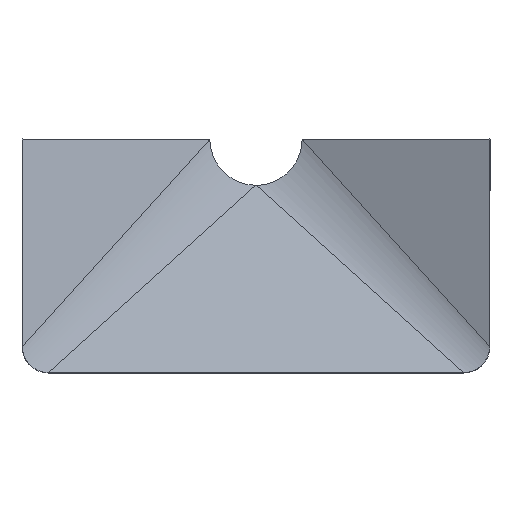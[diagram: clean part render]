
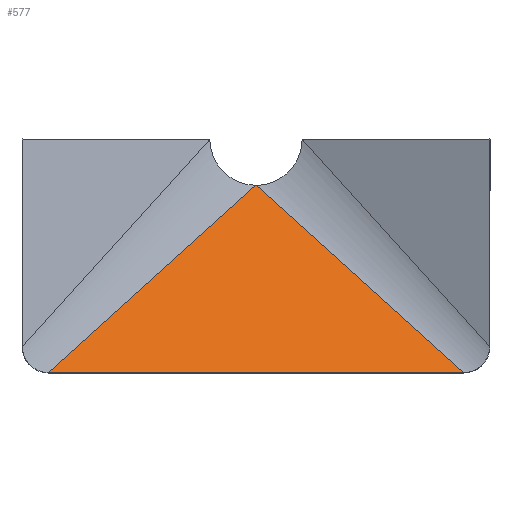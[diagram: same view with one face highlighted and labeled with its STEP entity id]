
A CAD part, top view. The second image highlights one B-rep face of the part: STEP entity #577.
In plain terms, the highlighted planar face has unit normal (0, 0.403, 0.915).
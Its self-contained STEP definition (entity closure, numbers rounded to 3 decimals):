
#19 = EDGE_CURVE ( 'Kante1', #560, #278, #477, .T. ) ;
#33 = ORIENTED_EDGE ( 'NONE', *, *, #19, .F. ) ;
#53 = EDGE_CURVE ( 'Kante13', #616, #689, #763, .T. ) ;
#71 = CARTESIAN_POINT ( 'NONE',  ( 1712.716, 8170.238, 134.369 ) ) ;
#86 = DIRECTION ( 'NONE',  ( 0., -0.915, 0.403 ) ) ;
#106 = CARTESIAN_POINT ( 'NONE',  ( 2049.931, 7865.476, 268.738 ) ) ;
#181 = EDGE_CURVE ( 'Kante17', #689, #278, #388, .T. ) ;
#194 = ORIENTED_EDGE ( 'NONE', *, *, #759, .F. ) ;
#214 = VECTOR ( 'NONE', #619, 1000. ) ;
#278 = VERTEX_POINT ( 'NONE', #106 ) ;
#314 = LINE ( 'NONE', #819, #492 ) ;
#345 = PLANE ( 'NONE',  #578 ) ;
#388 = LINE ( 'NONE', #813, #214 ) ;
#464 = CARTESIAN_POINT ( 'NONE',  ( 1374.5, 8475., 0. ) ) ;
#474 = DIRECTION ( 'NONE',  ( 0., 0.403, 0.915 ) ) ;
#477 = LINE ( 'NONE', #71, #605 ) ;
#492 = VECTOR ( 'NONE', #617, 1000. ) ;
#540 = CARTESIAN_POINT ( 'NONE',  ( 1374.5, 8475., 0. ) ) ;
#560 = VERTEX_POINT ( 'NONE', #598 ) ;
#564 = ORIENTED_EDGE ( 'NONE', *, *, #53, .T. ) ;
#577 = ADVANCED_FACE ( 'NONE', ( #614 ), #345, .T. ) ;
#578 = AXIS2_PLACEMENT_3D ( 'NONE', #736, #474, #86 ) ;
#584 = DIRECTION ( 'NONE',  ( 0.711, -0.643, 0.283 ) ) ;
#598 = CARTESIAN_POINT ( 'NONE',  ( 1375.5, 8475., 0. ) ) ;
#605 = VECTOR ( 'NONE', #584, 1000. ) ;
#614 = FACE_OUTER_BOUND ( 'NONE', #690, .T. ) ;
#616 = VERTEX_POINT ( 'NONE', #540 ) ;
#617 = DIRECTION ( 'NONE',  ( 1., 0., 0. ) ) ;
#619 = DIRECTION ( 'NONE',  ( 1., 0., 0. ) ) ;
#623 = VECTOR ( 'NONE', #686, 1000. ) ;
#683 = CARTESIAN_POINT ( 'NONE',  ( 700.069, 7865.476, 268.738 ) ) ;
#686 = DIRECTION ( 'NONE',  ( -0.711, -0.643, 0.283 ) ) ;
#689 = VERTEX_POINT ( 'NONE', #683 ) ;
#690 = EDGE_LOOP ( 'NONE', ( #564, #751, #33, #194 ) ) ;
#736 = CARTESIAN_POINT ( 'NONE',  ( 0., 1379.34, 3128.47 ) ) ;
#751 = ORIENTED_EDGE ( 'NONE', *, *, #181, .T. ) ;
#759 = EDGE_CURVE ( 'NONE', #616, #560, #314, .T. ) ;
#763 = LINE ( 'NONE', #464, #623 ) ;
#813 = CARTESIAN_POINT ( 'NONE',  ( 700.069, 7865.476, 268.738 ) ) ;
#819 = CARTESIAN_POINT ( 'NONE',  ( 1374.5, 8475., 0. ) ) ;
